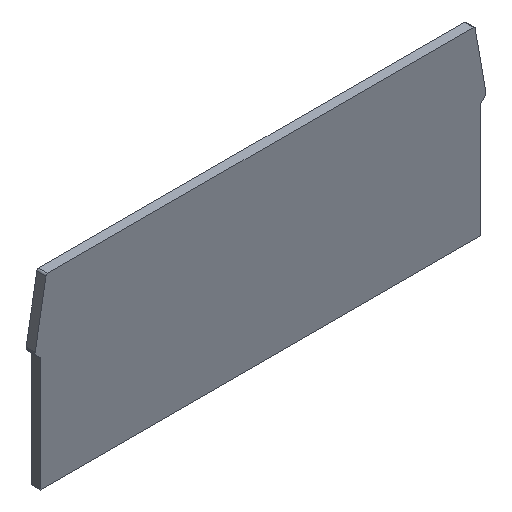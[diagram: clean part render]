
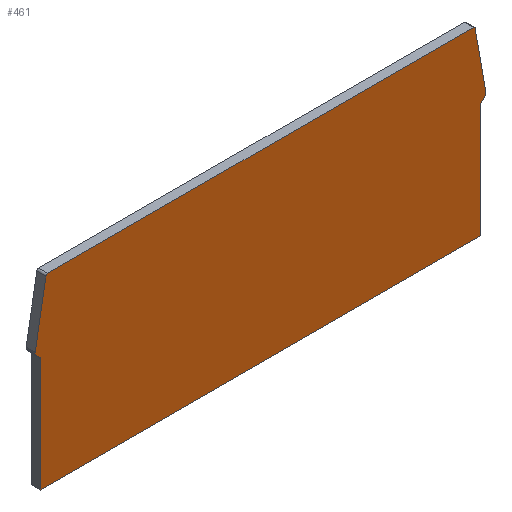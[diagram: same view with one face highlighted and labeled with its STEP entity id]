
A CAD part, isometric view. The second image highlights one B-rep face of the part: STEP entity #461.
In plain terms, the highlighted face is planar.
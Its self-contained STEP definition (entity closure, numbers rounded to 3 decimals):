
#4 = AXIS2_PLACEMENT_3D ( 'NONE', #283, #51, #183 ) ;
#7 = CARTESIAN_POINT ( 'NONE',  ( 0., -36.5, -30.5 ) ) ;
#14 = DIRECTION ( 'NONE',  ( 0., -0.174, 0.985 ) ) ;
#18 = VERTEX_POINT ( 'NONE', #119 ) ;
#19 = CARTESIAN_POINT ( 'NONE',  ( 0., 35.275, -0.3 ) ) ;
#20 = CIRCLE ( 'NONE', #407, 0.3 ) ;
#24 = DIRECTION ( 'NONE',  ( 0., 0., -1. ) ) ;
#31 = EDGE_CURVE ( 'NONE', #431, #380, #521, .T. ) ;
#43 = ORIENTED_EDGE ( 'NONE', *, *, #31, .F. ) ;
#48 = LINE ( 'NONE', #436, #538 ) ;
#49 = VECTOR ( 'NONE', #14, 1000. ) ;
#51 = DIRECTION ( 'NONE',  ( 1., 0., 0. ) ) ;
#54 = AXIS2_PLACEMENT_3D ( 'NONE', #566, #319, #72 ) ;
#60 = CARTESIAN_POINT ( 'NONE',  ( 0., -35.275, 0. ) ) ;
#65 = VERTEX_POINT ( 'NONE', #7 ) ;
#67 = DIRECTION ( 'NONE',  ( 0., -1., 0. ) ) ;
#71 = CARTESIAN_POINT ( 'NONE',  ( 0., 35.275, -0.3 ) ) ;
#72 = DIRECTION ( 'NONE',  ( 0., -1., 0. ) ) ;
#79 = CARTESIAN_POINT ( 'NONE',  ( 0., -35.571, -0.248 ) ) ;
#83 = LINE ( 'NONE', #213, #487 ) ;
#85 = VERTEX_POINT ( 'NONE', #488 ) ;
#86 = VECTOR ( 'NONE', #67, 1000. ) ;
#88 = ORIENTED_EDGE ( 'NONE', *, *, #432, .T. ) ;
#89 = ORIENTED_EDGE ( 'NONE', *, *, #303, .T. ) ;
#90 = EDGE_CURVE ( 'NONE', #470, #306, #586, .T. ) ;
#92 = CARTESIAN_POINT ( 'NONE',  ( 0., 36.5, -30.5 ) ) ;
#94 = CIRCLE ( 'NONE', #455, 0.3 ) ;
#95 = AXIS2_PLACEMENT_3D ( 'NONE', #71, #507, #24 ) ;
#99 = DIRECTION ( 'NONE',  ( 0., 0., -1. ) ) ;
#101 = ORIENTED_EDGE ( 'NONE', *, *, #141, .T. ) ;
#109 = DIRECTION ( 'NONE',  ( 0., 1., 0. ) ) ;
#115 = CARTESIAN_POINT ( 'NONE',  ( 0., 35.275, 0. ) ) ;
#117 = DIRECTION ( 'NONE',  ( 0., 0., 1. ) ) ;
#119 = CARTESIAN_POINT ( 'NONE',  ( 0., -35.275, 0. ) ) ;
#123 = VECTOR ( 'NONE', #517, 1000. ) ;
#126 = ORIENTED_EDGE ( 'NONE', *, *, #389, .T. ) ;
#127 = EDGE_CURVE ( 'NONE', #528, #85, #333, .T. ) ;
#128 = EDGE_LOOP ( 'NONE', ( #246, #217, #289, #474, #187, #88, #101, #324, #346, #274, #600, #43, #126, #255, #225, #89, #321 ) ) ;
#129 = LINE ( 'NONE', #473, #158 ) ;
#141 = EDGE_CURVE ( 'NONE', #549, #479, #366, .T. ) ;
#152 = DIRECTION ( 'NONE',  ( 0., -1., 0. ) ) ;
#153 = EDGE_CURVE ( 'NONE', #262, #306, #20, .T. ) ;
#158 = VECTOR ( 'NONE', #422, 1000. ) ;
#162 = VERTEX_POINT ( 'NONE', #298 ) ;
#181 = CARTESIAN_POINT ( 'NONE',  ( 0., 37.35, -10.338 ) ) ;
#182 = DIRECTION ( 'NONE',  ( 0., 0.707, -0.707 ) ) ;
#183 = DIRECTION ( 'NONE',  ( 0., 1., 0. ) ) ;
#184 = DIRECTION ( 'NONE',  ( -1., 0., 0. ) ) ;
#187 = ORIENTED_EDGE ( 'NONE', *, *, #545, .T. ) ;
#190 = CARTESIAN_POINT ( 'NONE',  ( 0., 37.35, -10.338 ) ) ;
#193 = VERTEX_POINT ( 'NONE', #501 ) ;
#207 = DIRECTION ( 'NONE',  ( 1., 0., 0. ) ) ;
#208 = LINE ( 'NONE', #79, #252 ) ;
#212 = CARTESIAN_POINT ( 'NONE',  ( 0., 35.571, -0.248 ) ) ;
#213 = CARTESIAN_POINT ( 'NONE',  ( 0., 36.588, -11.434 ) ) ;
#217 = ORIENTED_EDGE ( 'NONE', *, *, #562, .F. ) ;
#218 = CARTESIAN_POINT ( 'NONE',  ( 0., -35.571, -0.248 ) ) ;
#225 = ORIENTED_EDGE ( 'NONE', *, *, #370, .T. ) ;
#226 = EDGE_CURVE ( 'NONE', #581, #18, #599, .T. ) ;
#239 = EDGE_CURVE ( 'NONE', #380, #65, #404, .T. ) ;
#240 = CIRCLE ( 'NONE', #54, 0.3 ) ;
#246 = ORIENTED_EDGE ( 'NONE', *, *, #153, .F. ) ;
#251 = VECTOR ( 'NONE', #99, 1000. ) ;
#252 = VECTOR ( 'NONE', #575, 1000. ) ;
#255 = ORIENTED_EDGE ( 'NONE', *, *, #514, .T. ) ;
#261 = VERTEX_POINT ( 'NONE', #357 ) ;
#262 = VERTEX_POINT ( 'NONE', #115 ) ;
#272 = VECTOR ( 'NONE', #453, 1000. ) ;
#274 = ORIENTED_EDGE ( 'NONE', *, *, #584, .F. ) ;
#277 = CARTESIAN_POINT ( 'NONE',  ( 0., 37.12, -10.576 ) ) ;
#283 = CARTESIAN_POINT ( 'NONE',  ( 0., -37.15, -10.589 ) ) ;
#284 = CARTESIAN_POINT ( 'NONE',  ( 0., 36.8, -11.646 ) ) ;
#289 = ORIENTED_EDGE ( 'NONE', *, *, #226, .F. ) ;
#293 = AXIS2_PLACEMENT_3D ( 'NONE', #387, #379, #537 ) ;
#298 = CARTESIAN_POINT ( 'NONE',  ( 0., 37.283, -10.739 ) ) ;
#303 = EDGE_CURVE ( 'NONE', #193, #470, #129, .T. ) ;
#306 = VERTEX_POINT ( 'NONE', #212 ) ;
#310 = CARTESIAN_POINT ( 'NONE',  ( 0., 34.5, -30.5 ) ) ;
#313 = CARTESIAN_POINT ( 'NONE',  ( 0., 36.5, -10.899 ) ) ;
#319 = DIRECTION ( 'NONE',  ( -1., 0., 0. ) ) ;
#321 = ORIENTED_EDGE ( 'NONE', *, *, #90, .T. ) ;
#324 = ORIENTED_EDGE ( 'NONE', *, *, #421, .T. ) ;
#333 = CIRCLE ( 'NONE', #293, 0.3 ) ;
#334 = VECTOR ( 'NONE', #117, 1000. ) ;
#335 = CARTESIAN_POINT ( 'NONE',  ( 0., 36.5, -11.646 ) ) ;
#346 = ORIENTED_EDGE ( 'NONE', *, *, #127, .T. ) ;
#357 = CARTESIAN_POINT ( 'NONE',  ( 0., -37.35, -10.338 ) ) ;
#362 = CARTESIAN_POINT ( 'NONE',  ( 0., -36.588, -11.434 ) ) ;
#366 = CIRCLE ( 'NONE', #4, 0.2 ) ;
#367 = LINE ( 'NONE', #523, #334 ) ;
#370 = EDGE_CURVE ( 'NONE', #162, #193, #397, .T. ) ;
#379 = DIRECTION ( 'NONE',  ( -1., 0., 0. ) ) ;
#380 = VERTEX_POINT ( 'NONE', #92 ) ;
#387 = CARTESIAN_POINT ( 'NONE',  ( 0., -36.8, -11.646 ) ) ;
#389 = EDGE_CURVE ( 'NONE', #431, #529, #94, .T. ) ;
#391 = DIRECTION ( 'NONE',  ( -1., 0., 0. ) ) ;
#396 = AXIS2_PLACEMENT_3D ( 'NONE', #277, #207, #617 ) ;
#397 = CIRCLE ( 'NONE', #396, 0.23 ) ;
#404 = LINE ( 'NONE', #310, #86 ) ;
#406 = VECTOR ( 'NONE', #109, 1000. ) ;
#407 = AXIS2_PLACEMENT_3D ( 'NONE', #19, #391, #152 ) ;
#421 = EDGE_CURVE ( 'NONE', #479, #528, #48, .T. ) ;
#422 = DIRECTION ( 'NONE',  ( 0., 0., 1. ) ) ;
#425 = CARTESIAN_POINT ( 'NONE',  ( 0., 36.588, -11.434 ) ) ;
#431 = VERTEX_POINT ( 'NONE', #335 ) ;
#432 = EDGE_CURVE ( 'NONE', #261, #549, #489, .T. ) ;
#436 = CARTESIAN_POINT ( 'NONE',  ( 0., -36.588, -11.434 ) ) ;
#439 = CARTESIAN_POINT ( 'NONE',  ( 0., -37.35, -10.589 ) ) ;
#441 = CARTESIAN_POINT ( 'NONE',  ( 0., -37.35, -10.589 ) ) ;
#453 = DIRECTION ( 'NONE',  ( 0., 1., 0. ) ) ;
#455 = AXIS2_PLACEMENT_3D ( 'NONE', #284, #184, #495 ) ;
#460 = FACE_OUTER_BOUND ( 'NONE', #128, .T. ) ;
#461 = ADVANCED_FACE ( 'NONE', ( #460 ), #502, .F. ) ;
#470 = VERTEX_POINT ( 'NONE', #190 ) ;
#473 = CARTESIAN_POINT ( 'NONE',  ( 0., 37.35, -10.576 ) ) ;
#474 = ORIENTED_EDGE ( 'NONE', *, *, #590, .F. ) ;
#479 = VERTEX_POINT ( 'NONE', #611 ) ;
#480 = DIRECTION ( 'NONE',  ( 0., 0.707, 0.707 ) ) ;
#487 = VECTOR ( 'NONE', #480, 1000. ) ;
#488 = CARTESIAN_POINT ( 'NONE',  ( 0., -36.5, -11.646 ) ) ;
#489 = LINE ( 'NONE', #441, #251 ) ;
#495 = DIRECTION ( 'NONE',  ( 0., -1., 0. ) ) ;
#501 = CARTESIAN_POINT ( 'NONE',  ( 0., 37.35, -10.576 ) ) ;
#502 = PLANE ( 'NONE',  #95 ) ;
#507 = DIRECTION ( 'NONE',  ( -1., 0., 0. ) ) ;
#512 = CARTESIAN_POINT ( 'NONE',  ( 0., -35.276, 0. ) ) ;
#514 = EDGE_CURVE ( 'NONE', #529, #162, #83, .T. ) ;
#517 = DIRECTION ( 'NONE',  ( 0., 0., -1. ) ) ;
#521 = LINE ( 'NONE', #313, #123 ) ;
#523 = CARTESIAN_POINT ( 'NONE',  ( 0., -36.5, -21.4 ) ) ;
#526 = VERTEX_POINT ( 'NONE', #218 ) ;
#528 = VERTEX_POINT ( 'NONE', #362 ) ;
#529 = VERTEX_POINT ( 'NONE', #425 ) ;
#537 = DIRECTION ( 'NONE',  ( 0., -1., 0. ) ) ;
#538 = VECTOR ( 'NONE', #182, 1000. ) ;
#545 = EDGE_CURVE ( 'NONE', #526, #261, #208, .T. ) ;
#549 = VERTEX_POINT ( 'NONE', #439 ) ;
#553 = LINE ( 'NONE', #60, #406 ) ;
#557 = CARTESIAN_POINT ( 'NONE',  ( 0., -35.276, 0. ) ) ;
#562 = EDGE_CURVE ( 'NONE', #18, #262, #553, .T. ) ;
#566 = CARTESIAN_POINT ( 'NONE',  ( 0., -35.275, -0.3 ) ) ;
#575 = DIRECTION ( 'NONE',  ( 0., -0.174, -0.985 ) ) ;
#581 = VERTEX_POINT ( 'NONE', #557 ) ;
#584 = EDGE_CURVE ( 'NONE', #65, #85, #367, .T. ) ;
#586 = LINE ( 'NONE', #181, #49 ) ;
#590 = EDGE_CURVE ( 'NONE', #526, #581, #240, .T. ) ;
#599 = LINE ( 'NONE', #512, #272 ) ;
#600 = ORIENTED_EDGE ( 'NONE', *, *, #239, .F. ) ;
#611 = CARTESIAN_POINT ( 'NONE',  ( 0., -37.291, -10.73 ) ) ;
#617 = DIRECTION ( 'NONE',  ( 0., -1., 0. ) ) ;
